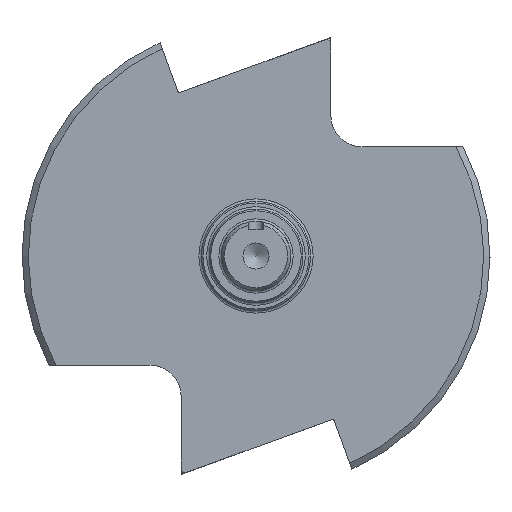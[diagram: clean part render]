
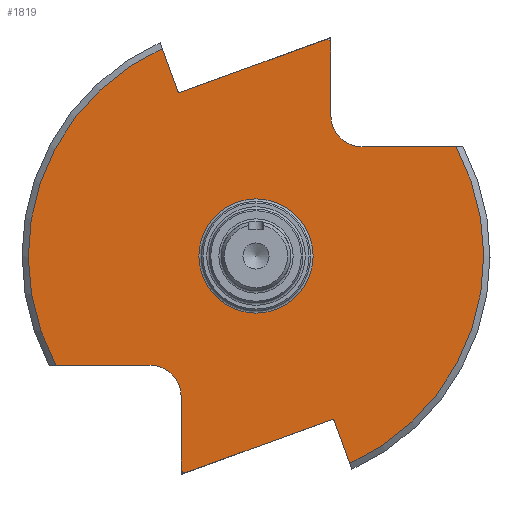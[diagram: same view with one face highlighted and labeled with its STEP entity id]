
A CAD part, left-side view. The second image highlights one B-rep face of the part: STEP entity #1819.
In plain terms, the highlighted planar face has unit normal (-1, 0, 0).
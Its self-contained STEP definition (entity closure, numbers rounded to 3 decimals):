
#30=PLANE('',#1952);
#84=LINE('',#2657,#132);
#85=LINE('',#2658,#133);
#86=LINE('',#2662,#134);
#87=LINE('',#2663,#135);
#88=LINE('',#2667,#136);
#89=LINE('',#2668,#137);
#90=LINE('',#2672,#138);
#91=LINE('',#2673,#139);
#132=VECTOR('',#2200,1000.);
#133=VECTOR('',#2201,1000.);
#134=VECTOR('',#2204,1000.);
#135=VECTOR('',#2205,1000.);
#136=VECTOR('',#2208,1000.);
#137=VECTOR('',#2209,1000.);
#138=VECTOR('',#2212,1000.);
#139=VECTOR('',#2213,1000.);
#267=ORIENTED_EDGE('',*,*,#557,.F.);
#268=ORIENTED_EDGE('',*,*,#558,.F.);
#269=ORIENTED_EDGE('',*,*,#559,.F.);
#270=ORIENTED_EDGE('',*,*,#527,.T.);
#271=ORIENTED_EDGE('',*,*,#560,.F.);
#272=ORIENTED_EDGE('',*,*,#561,.F.);
#273=ORIENTED_EDGE('',*,*,#562,.F.);
#274=ORIENTED_EDGE('',*,*,#554,.T.);
#275=ORIENTED_EDGE('',*,*,#563,.F.);
#276=ORIENTED_EDGE('',*,*,#564,.F.);
#277=ORIENTED_EDGE('',*,*,#565,.F.);
#278=ORIENTED_EDGE('',*,*,#546,.T.);
#279=ORIENTED_EDGE('',*,*,#566,.F.);
#280=ORIENTED_EDGE('',*,*,#567,.F.);
#281=ORIENTED_EDGE('',*,*,#568,.F.);
#282=ORIENTED_EDGE('',*,*,#529,.T.);
#283=ORIENTED_EDGE('',*,*,#569,.F.);
#527=EDGE_CURVE('',#670,#672,#787,.T.);
#529=EDGE_CURVE('',#674,#673,#788,.T.);
#546=EDGE_CURVE('',#688,#690,#800,.T.);
#554=EDGE_CURVE('',#697,#698,#804,.T.);
#557=EDGE_CURVE('',#699,#699,#805,.T.);
#558=EDGE_CURVE('',#700,#701,#806,.T.);
#559=EDGE_CURVE('',#670,#700,#84,.T.);
#560=EDGE_CURVE('',#702,#672,#85,.T.);
#561=EDGE_CURVE('',#703,#702,#807,.T.);
#562=EDGE_CURVE('',#697,#703,#86,.T.);
#563=EDGE_CURVE('',#704,#698,#87,.T.);
#564=EDGE_CURVE('',#705,#704,#808,.T.);
#565=EDGE_CURVE('',#688,#705,#88,.T.);
#566=EDGE_CURVE('',#706,#690,#89,.T.);
#567=EDGE_CURVE('',#707,#706,#809,.T.);
#568=EDGE_CURVE('',#674,#707,#90,.T.);
#569=EDGE_CURVE('',#701,#673,#91,.T.);
#670=VERTEX_POINT('',#2547);
#672=VERTEX_POINT('',#2553);
#673=VERTEX_POINT('',#2560);
#674=VERTEX_POINT('',#2562);
#688=VERTEX_POINT('',#2610);
#690=VERTEX_POINT('',#2616);
#697=VERTEX_POINT('',#2641);
#698=VERTEX_POINT('',#2642);
#699=VERTEX_POINT('',#2653);
#700=VERTEX_POINT('',#2655);
#701=VERTEX_POINT('',#2656);
#702=VERTEX_POINT('',#2659);
#703=VERTEX_POINT('',#2661);
#704=VERTEX_POINT('',#2664);
#705=VERTEX_POINT('',#2666);
#706=VERTEX_POINT('',#2669);
#707=VERTEX_POINT('',#2671);
#787=CIRCLE('',#1923,73.);
#788=CIRCLE('',#1925,73.);
#800=CIRCLE('',#1944,73.);
#804=CIRCLE('',#1951,73.);
#805=CIRCLE('',#1953,18.3);
#806=CIRCLE('',#1954,10.);
#807=CIRCLE('',#1955,0.8);
#808=CIRCLE('',#1956,10.);
#809=CIRCLE('',#1957,0.8);
#882=EDGE_LOOP('',(#267));
#883=EDGE_LOOP('',(#268,#269,#270,#271,#272,#273,#274,#275,#276,#277,#278,
#279,#280,#281,#282,#283));
#1024=FACE_BOUND('',#882,.T.);
#1025=FACE_BOUND('',#883,.T.);
#1819=ADVANCED_FACE('',(#1024,#1025),#30,.F.);
#1923=AXIS2_PLACEMENT_3D('',#2554,#2134,#2135);
#1925=AXIS2_PLACEMENT_3D('',#2561,#2138,#2139);
#1944=AXIS2_PLACEMENT_3D('',#2617,#2176,#2177);
#1951=AXIS2_PLACEMENT_3D('',#2640,#2192,#2193);
#1952=AXIS2_PLACEMENT_3D('',#2651,#2194,#2195);
#1953=AXIS2_PLACEMENT_3D('',#2652,#2196,#2197);
#1954=AXIS2_PLACEMENT_3D('',#2654,#2198,#2199);
#1955=AXIS2_PLACEMENT_3D('',#2660,#2202,#2203);
#1956=AXIS2_PLACEMENT_3D('',#2665,#2206,#2207);
#1957=AXIS2_PLACEMENT_3D('',#2670,#2210,#2211);
#2134=DIRECTION('',(-1.,0.,0.));
#2135=DIRECTION('',(0.,0.,1.));
#2138=DIRECTION('',(-1.,0.,0.));
#2139=DIRECTION('',(0.,0.,1.));
#2176=DIRECTION('',(-1.,0.,0.));
#2177=DIRECTION('',(0.,0.,1.));
#2192=DIRECTION('',(-1.,0.,0.));
#2193=DIRECTION('',(0.,0.,1.));
#2194=DIRECTION('',(1.,0.,0.));
#2195=DIRECTION('',(0.,0.,-1.));
#2196=DIRECTION('',(-1.,0.,0.));
#2197=DIRECTION('',(0.,0.,1.));
#2198=DIRECTION('',(-1.,0.,0.));
#2199=DIRECTION('',(0.,-1.,0.));
#2200=DIRECTION('',(0.,0.,1.));
#2201=DIRECTION('',(0.,0.94,-0.342));
#2202=DIRECTION('',(-1.,0.,0.));
#2203=DIRECTION('',(0.,-1.,0.));
#2204=DIRECTION('',(0.,0.342,0.94));
#2205=DIRECTION('',(0.,-1.,0.));
#2206=DIRECTION('',(-1.,0.,0.));
#2207=DIRECTION('',(0.,1.,0.));
#2208=DIRECTION('',(0.,0.,-1.));
#2209=DIRECTION('',(0.,-0.94,0.342));
#2210=DIRECTION('',(-1.,0.,0.));
#2211=DIRECTION('',(0.,1.,0.));
#2212=DIRECTION('',(0.,-0.342,-0.94));
#2213=DIRECTION('',(0.,1.,0.));
#2547=CARTESIAN_POINT('',(-150.,24.,-68.942));
#2553=CARTESIAN_POINT('',(-150.,22.488,-69.45));
#2554=CARTESIAN_POINT('',(-150.,0.,0.));
#2560=CARTESIAN_POINT('',(-150.,64.062,-35.));
#2561=CARTESIAN_POINT('',(-150.,0.,0.));
#2562=CARTESIAN_POINT('',(-150.,30.07,66.519));
#2610=CARTESIAN_POINT('',(-150.,-24.,68.942));
#2616=CARTESIAN_POINT('',(-150.,-22.488,69.45));
#2617=CARTESIAN_POINT('',(-150.,0.,0.));
#2640=CARTESIAN_POINT('',(-150.,0.,0.));
#2641=CARTESIAN_POINT('',(-150.,-30.07,-66.519));
#2642=CARTESIAN_POINT('',(-150.,-64.062,35.));
#2651=CARTESIAN_POINT('',(-150.,0.,73.));
#2652=CARTESIAN_POINT('',(-150.,0.,0.));
#2653=CARTESIAN_POINT('',(-150.,0.,18.3));
#2654=CARTESIAN_POINT('',(-150.,34.,-45.));
#2655=CARTESIAN_POINT('',(-150.,24.,-45.));
#2656=CARTESIAN_POINT('',(-150.,34.,-35.));
#2657=CARTESIAN_POINT('',(-150.,24.,-70.));
#2658=CARTESIAN_POINT('',(-150.,-24.112,-52.489));
#2659=CARTESIAN_POINT('',(-150.,-24.112,-52.489));
#2660=CARTESIAN_POINT('',(-150.,-24.386,-53.24));
#2661=CARTESIAN_POINT('',(-150.,-25.138,-52.967));
#2662=CARTESIAN_POINT('',(-150.,-30.756,-68.404));
#2663=CARTESIAN_POINT('',(-150.,-34.,35.));
#2664=CARTESIAN_POINT('',(-150.,-34.,35.));
#2665=CARTESIAN_POINT('',(-150.,-34.,45.));
#2666=CARTESIAN_POINT('',(-150.,-24.,45.));
#2667=CARTESIAN_POINT('',(-150.,-24.,70.));
#2668=CARTESIAN_POINT('',(-150.,24.112,52.489));
#2669=CARTESIAN_POINT('',(-150.,24.112,52.489));
#2670=CARTESIAN_POINT('',(-150.,24.386,53.24));
#2671=CARTESIAN_POINT('',(-150.,25.138,52.967));
#2672=CARTESIAN_POINT('',(-150.,30.756,68.404));
#2673=CARTESIAN_POINT('',(-150.,34.,-35.));
